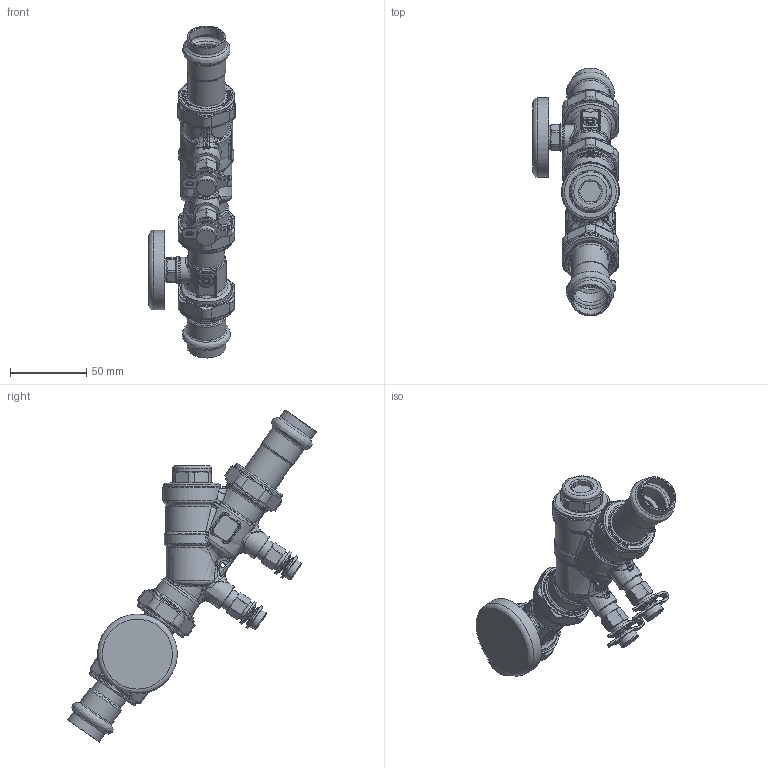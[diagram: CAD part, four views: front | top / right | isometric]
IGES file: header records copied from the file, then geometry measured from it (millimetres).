
Global section: file name: 128457AFC_Simplify_1; native system: Autodesk Inventor 2025; preprocessor: unknown; author: ischreiner; date: 20250721.100007; units: inch
Bounding box: 56.91 x 163.23 x 218.08 mm (x, y, z)
Volume: 224956.4 mm3; surface area: 63278.1 mm2
Topology: 8 solids, 8 shells, 1800 faces, 4398 edges, 2551 vertices
Faces by surface type: bspline 1800
